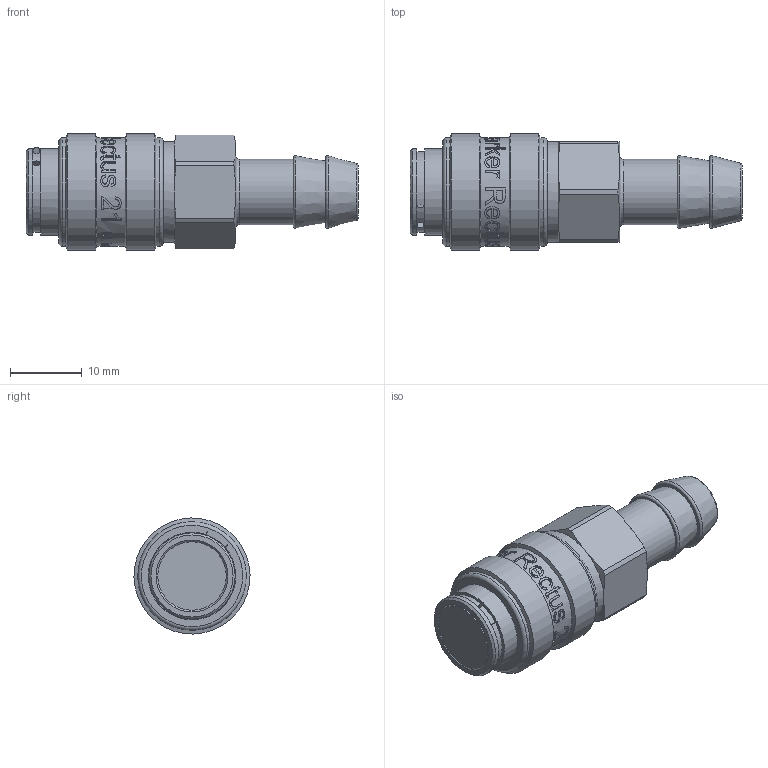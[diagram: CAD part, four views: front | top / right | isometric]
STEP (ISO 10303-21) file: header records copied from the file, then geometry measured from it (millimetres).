
FILE_DESCRIPTION((''),'2;1');
FILE_NAME('21kbtf09mpn.stp','2014-09-19T10:57:32',('MS049480'),(''),'Autodesk Inventor 2013','Autodesk Inventor 2013','');
FILE_SCHEMA(('AUTOMOTIVE_DESIGN { 1 0 10303 214 1 1 1 1 }'));
Length unit declared in the file: millimetre
Products named in the file (1): D111909
Bounding box: 46.15 x 16.14 x 16.14 mm (x, y, z)
Volume: 5787.5 mm3; surface area: 3802.2 mm2
Topology: 2 solids, 4 shells, 473 faces, 1234 edges, 811 vertices
Faces by surface type: bspline 214, plane 151, cylinder 63, cone 35, torus 10
Full cylindrical faces by diameter (mm): 9.05 x1, 9.521 x1, 10.7 x1, 11.15 x1, 11.814 x1, 12 x3, 12.15 x2, 14 x3, 15.1 x3, 16.15 x2
Entity records: 61230 total; most frequent: CARTESIAN_POINT 51122, ORIENTED_EDGE 2334, DIRECTION 1253, EDGE_CURVE 1167, VERTEX_POINT 792, EDGE_LOOP 567, B_SPLINE_CURVE_WITH_KNOTS 564, FACE_OUTER_BOUND 472
